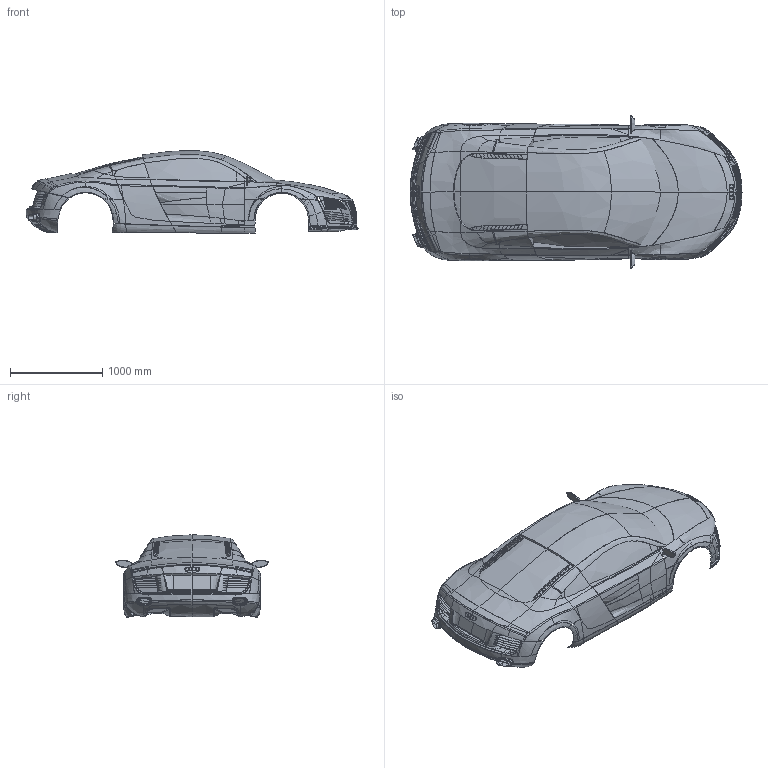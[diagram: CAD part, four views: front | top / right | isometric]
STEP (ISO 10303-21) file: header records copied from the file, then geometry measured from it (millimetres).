
FILE_DESCRIPTION(('FreeCAD Model'),'2;1');
FILE_NAME('Open CASCADE Shape Model','2025-05-04T20:47:28',('FreeCAD'),( 'FreeCAD'),'Open CASCADE STEP processor 7.6','FreeCAD','Unknown');
FILE_SCHEMA(('AUTOMOTIVE_DESIGN { 1 0 10303 214 1 1 1 1 }'));
Products named in the file (1): Open CASCADE STEP translator 7.6 1
Bounding box: 3595.76 x 1647.48 x 893.94 mm (x, y, z)
Surface area: 10981175 mm2 (no closed solid volume)
Topology: 0 solids, 4197 shells, 4197 faces, 21322 edges, 21323 vertices
Faces by surface type: bspline 4197
Entity records: 427867 total; most frequent: CARTESIAN_POINT 315626, ORIENTED_EDGE 21317, EDGE_CURVE 21317, VERTEX_POINT 21317, B_SPLINE_CURVE_WITH_KNOTS 21204, FACE_BOUND 5185, EDGE_LOOP 5185, SHELL_BASED_SURFACE_MODEL 4197
